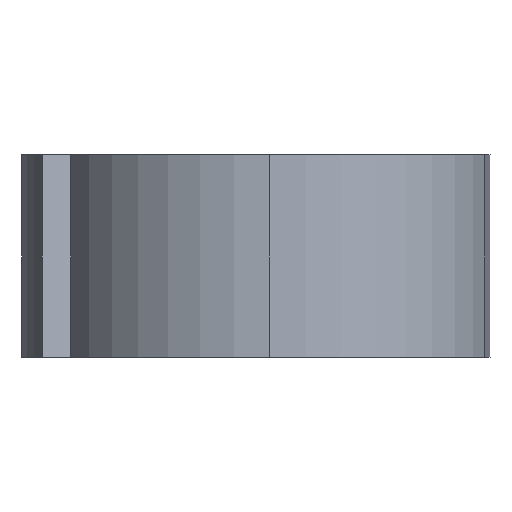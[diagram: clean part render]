
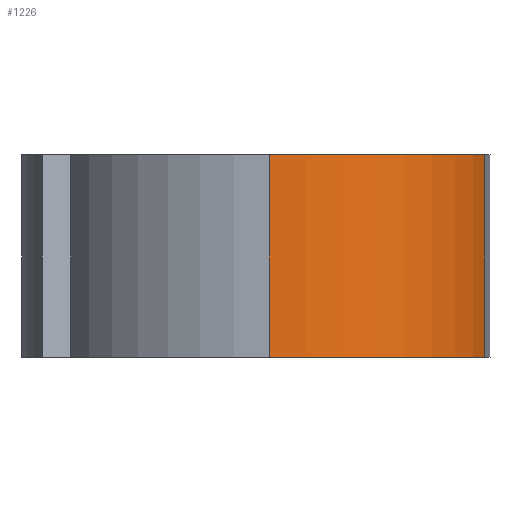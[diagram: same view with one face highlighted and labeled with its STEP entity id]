
A CAD part, left-side view. The second image highlights one B-rep face of the part: STEP entity #1226.
In plain terms, the highlighted cylindrical face has radius 33 mm (diameter 66 mm), a partial arc.
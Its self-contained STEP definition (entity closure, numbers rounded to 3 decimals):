
#19 = DIRECTION ( 'NONE',  ( 1., 0., 0. ) ) ;
#20 = CIRCLE ( 'NONE', #646, 33. ) ;
#27 = DIRECTION ( 'NONE',  ( 0., 0., 1. ) ) ;
#75 = CARTESIAN_POINT ( 'NONE',  ( -15.1, -69.814, 30. ) ) ;
#84 = VERTEX_POINT ( 'NONE', #283 ) ;
#96 = CARTESIAN_POINT ( 'NONE',  ( -15.1, -69.814, 0. ) ) ;
#117 = DIRECTION ( 'NONE',  ( 0., 0., 1. ) ) ;
#118 = VECTOR ( 'NONE', #402, 1000. ) ;
#146 = ORIENTED_EDGE ( 'NONE', *, *, #1273, .F. ) ;
#179 = EDGE_LOOP ( 'NONE', ( #146, #809, #1109, #773 ) ) ;
#185 = LINE ( 'NONE', #537, #481 ) ;
#283 = CARTESIAN_POINT ( 'NONE',  ( -39.568, -37.936, 30. ) ) ;
#371 = VERTEX_POINT ( 'NONE', #1087 ) ;
#383 = LINE ( 'NONE', #75, #118 ) ;
#402 = DIRECTION ( 'NONE',  ( 0., 0., -1. ) ) ;
#464 = DIRECTION ( 'NONE',  ( 0., 0., -1. ) ) ;
#481 = VECTOR ( 'NONE', #464, 1000. ) ;
#489 = FACE_OUTER_BOUND ( 'NONE', #179, .T. ) ;
#537 = CARTESIAN_POINT ( 'NONE',  ( -39.568, -37.936, 30. ) ) ;
#615 = VERTEX_POINT ( 'NONE', #1064 ) ;
#646 = AXIS2_PLACEMENT_3D ( 'NONE', #1200, #117, #19 ) ;
#679 = AXIS2_PLACEMENT_3D ( 'NONE', #1022, #1024, #909 ) ;
#681 = AXIS2_PLACEMENT_3D ( 'NONE', #1227, #27, #1101 ) ;
#729 = VERTEX_POINT ( 'NONE', #96 ) ;
#734 = CIRCLE ( 'NONE', #681, 33. ) ;
#773 = ORIENTED_EDGE ( 'NONE', *, *, #1189, .F. ) ;
#809 = ORIENTED_EDGE ( 'NONE', *, *, #1159, .T. ) ;
#909 = DIRECTION ( 'NONE',  ( -1., 0., 0. ) ) ;
#1022 = CARTESIAN_POINT ( 'NONE',  ( -6.568, -37.936, 30. ) ) ;
#1024 = DIRECTION ( 'NONE',  ( 0., 0., -1. ) ) ;
#1064 = CARTESIAN_POINT ( 'NONE',  ( -15.1, -69.814, 30. ) ) ;
#1087 = CARTESIAN_POINT ( 'NONE',  ( -39.568, -37.936, 0. ) ) ;
#1101 = DIRECTION ( 'NONE',  ( 1., 0., 0. ) ) ;
#1109 = ORIENTED_EDGE ( 'NONE', *, *, #1229, .T. ) ;
#1127 = CYLINDRICAL_SURFACE ( 'NONE', #679, 33. ) ;
#1159 = EDGE_CURVE ( 'NONE', #84, #371, #185, .T. ) ;
#1189 = EDGE_CURVE ( 'NONE', #615, #729, #383, .T. ) ;
#1200 = CARTESIAN_POINT ( 'NONE',  ( -6.568, -37.936, 30. ) ) ;
#1226 = ADVANCED_FACE ( 'NONE', ( #489 ), #1127, .T. ) ;
#1227 = CARTESIAN_POINT ( 'NONE',  ( -6.568, -37.936, 0. ) ) ;
#1229 = EDGE_CURVE ( 'NONE', #371, #729, #734, .T. ) ;
#1273 = EDGE_CURVE ( 'NONE', #84, #615, #20, .T. ) ;
